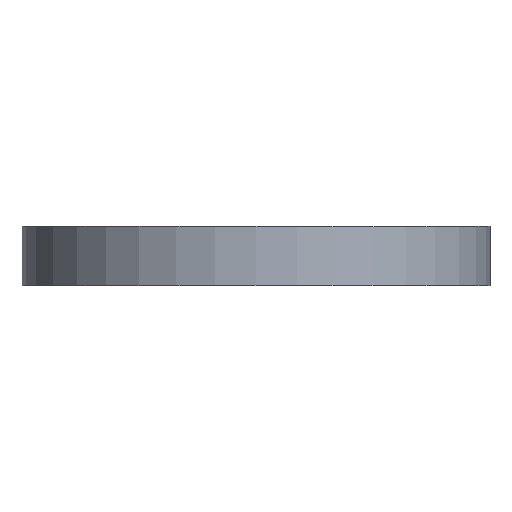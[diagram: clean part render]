
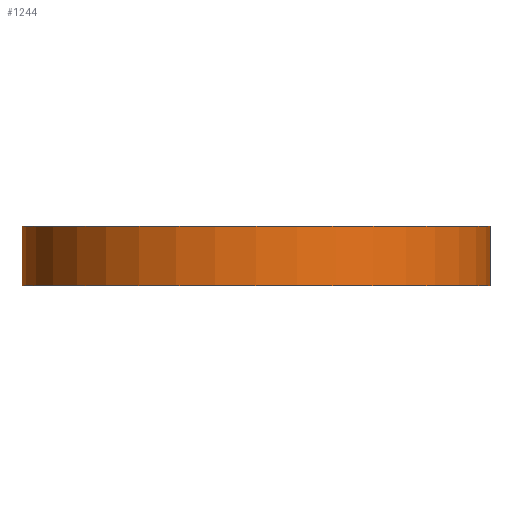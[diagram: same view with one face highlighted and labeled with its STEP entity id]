
A CAD part, front view. The second image highlights one B-rep face of the part: STEP entity #1244.
In plain terms, the highlighted cylindrical face has radius 11 mm (diameter 22 mm), a full revolution.
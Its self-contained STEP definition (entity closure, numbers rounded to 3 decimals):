
#1244 = ADVANCED_FACE( '', ( #2572, #2573 ), #2574, .T. );
#2572 = FACE_OUTER_BOUND( '', #6899, .T. );
#2573 = FACE_OUTER_BOUND( '', #6900, .T. );
#2574 = CYLINDRICAL_SURFACE( '', #6901, 11. );
#6899 = EDGE_LOOP( '', ( #10600 ) );
#6900 = EDGE_LOOP( '', ( #10601 ) );
#6901 = AXIS2_PLACEMENT_3D( '', #10602, #10603, #10604 );
#10600 = ORIENTED_EDGE( '', *, *, #13441, .T. );
#10601 = ORIENTED_EDGE( '', *, *, #13062, .T. );
#10602 = CARTESIAN_POINT( '', ( 0., 0., 0. ) );
#10603 = DIRECTION( '', ( 0., 0., 1. ) );
#10604 = DIRECTION( '', ( 1., 0., 0. ) );
#13062 = EDGE_CURVE( '', #15596, #15596, #15597, .F. );
#13441 = EDGE_CURVE( '', #16104, #16104, #16105, .F. );
#15596 = VERTEX_POINT( '', #19731 );
#15597 = CIRCLE( '', #19732, 11. );
#16104 = VERTEX_POINT( '', #20685 );
#16105 = CIRCLE( '', #20686, 11. );
#19731 = CARTESIAN_POINT( '', ( -11., 0., -2.8 ) );
#19732 = AXIS2_PLACEMENT_3D( '', #21811, #21812, #21813 );
#20685 = CARTESIAN_POINT( '', ( 11., 0., 0. ) );
#20686 = AXIS2_PLACEMENT_3D( '', #21949, #21950, #21951 );
#21811 = CARTESIAN_POINT( '', ( 0., 0., -2.8 ) );
#21812 = DIRECTION( '', ( 0., 0., -1. ) );
#21813 = DIRECTION( '', ( -1., 0., 0. ) );
#21949 = CARTESIAN_POINT( '', ( 0., 0., 0. ) );
#21950 = DIRECTION( '', ( 0., 0., 1. ) );
#21951 = DIRECTION( '', ( 1., 0., 0. ) );
